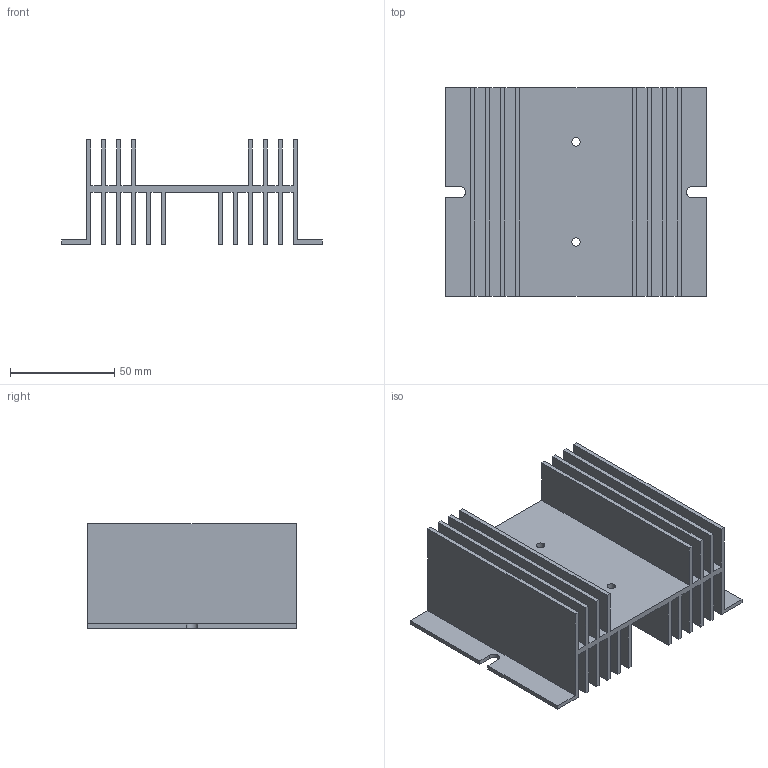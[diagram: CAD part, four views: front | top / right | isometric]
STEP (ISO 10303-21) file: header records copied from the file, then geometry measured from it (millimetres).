
FILE_DESCRIPTION (( 'STEP AP214' ), '1' );
FILE_NAME ('R160A 125-100-50.stp', '2023-06-26T04:57:20', ( '微软用户' ), ( '微软中国' ), 'SwSTEP 2.0', 'SolidWorks 2020', '' );
FILE_SCHEMA (( 'AUTOMOTIVE_DESIGN' ));
Length unit declared in the file: millimetre
Products named in the file (1): R160A 125-100-50
Bounding box: 125 x 100 x 50 mm (x, y, z)
Volume: 130028.6 mm3; surface area: 123301.7 mm2
Topology: 1 solids, 1 shells, 95 faces, 279 edges, 186 vertices
Faces by surface type: plane 88, cylinder 7
Entity records: 3149 total; most frequent: CARTESIAN_POINT 561, ORIENTED_EDGE 558, DIRECTION 485, EDGE_CURVE 279, VECTOR 265, LINE 265, VERTEX_POINT 186, AXIS2_PLACEMENT_3D 110
